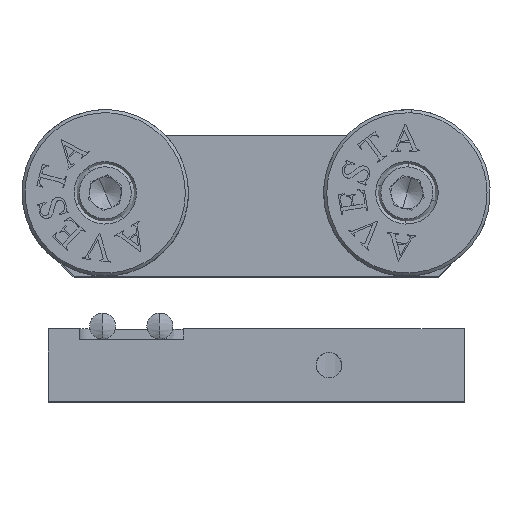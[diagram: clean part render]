
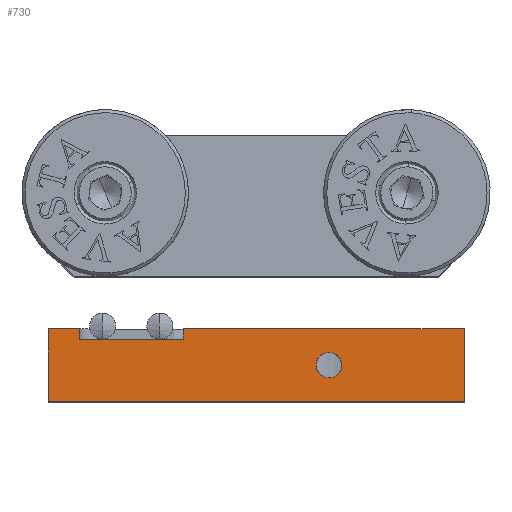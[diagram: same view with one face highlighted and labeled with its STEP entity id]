
A CAD part, top view. The second image highlights one B-rep face of the part: STEP entity #730.
In plain terms, the highlighted planar face has unit normal (0, 0, 1).
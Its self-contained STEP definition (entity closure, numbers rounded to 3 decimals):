
#203=FACE_BOUND('',#2025,.T.);
#730=ADVANCED_FACE('',(#1359,#203),#10538,.T.);
#1359=FACE_OUTER_BOUND('',#2024,.T.);
#2024=EDGE_LOOP('',(#4849,#4850,#4851,#4852,#4853,#4854,#4855,#4856));
#2025=EDGE_LOOP('',(#4857,#4858));
#4849=ORIENTED_EDGE('',*,*,#6981,.F.);
#4850=ORIENTED_EDGE('',*,*,#6979,.F.);
#4851=ORIENTED_EDGE('',*,*,#6993,.F.);
#4852=ORIENTED_EDGE('',*,*,#7001,.T.);
#4853=ORIENTED_EDGE('',*,*,#7002,.T.);
#4854=ORIENTED_EDGE('',*,*,#7003,.T.);
#4855=ORIENTED_EDGE('',*,*,#7004,.T.);
#4856=ORIENTED_EDGE('',*,*,#7005,.T.);
#4857=ORIENTED_EDGE('',*,*,#7007,.T.);
#4858=ORIENTED_EDGE('',*,*,#7006,.F.);
#6979=EDGE_CURVE('',#10020,#10021,#8361,.T.);
#6981=EDGE_CURVE('',#10021,#10024,#8363,.T.);
#6993=EDGE_CURVE('',#10030,#10020,#8368,.T.);
#7001=EDGE_CURVE('',#10030,#10038,#8370,.T.);
#7002=EDGE_CURVE('',#10038,#10039,#8371,.T.);
#7003=EDGE_CURVE('',#10039,#10040,#8372,.T.);
#7004=EDGE_CURVE('',#10040,#10041,#8373,.T.);
#7005=EDGE_CURVE('',#10041,#10024,#8374,.T.);
#7006=EDGE_CURVE('',#10002,#10003,#8912,.T.);
#7007=EDGE_CURVE('',#10002,#10003,#8913,.T.);
#8361=B_SPLINE_CURVE_WITH_KNOTS('',1,(#19766,#19767),.UNSPECIFIED.,.F.,
 .F.,(2,2),(-10.,0.),.UNSPECIFIED.);
#8363=B_SPLINE_CURVE_WITH_KNOTS('',1,(#19770,#19771),.UNSPECIFIED.,.F.,
 .F.,(2,2),(-1.,0.),.UNSPECIFIED.);
#8368=B_SPLINE_CURVE_WITH_KNOTS('',1,(#19798,#19799),.UNSPECIFIED.,.F.,
 .F.,(2,2),(-1.,0.),.UNSPECIFIED.);
#8370=B_SPLINE_CURVE_WITH_KNOTS('',1,(#19816,#19817),.UNSPECIFIED.,.F.,
 .F.,(2,2),(-3.,0.),.UNSPECIFIED.);
#8371=B_SPLINE_CURVE_WITH_KNOTS('',1,(#19818,#19819),.UNSPECIFIED.,.F.,
 .F.,(2,2),(0.,7.),.UNSPECIFIED.);
#8372=B_SPLINE_CURVE_WITH_KNOTS('',1,(#19820,#19821),.UNSPECIFIED.,.F.,
 .F.,(2,2),(-40.,0.),.UNSPECIFIED.);
#8373=B_SPLINE_CURVE_WITH_KNOTS('',1,(#19822,#19823),.UNSPECIFIED.,.F.,
 .F.,(2,2),(-7.,0.),.UNSPECIFIED.);
#8374=B_SPLINE_CURVE_WITH_KNOTS('',1,(#19824,#19825),.UNSPECIFIED.,.F.,
 .F.,(2,2),(-27.,0.),.UNSPECIFIED.);
#8912=(
BOUNDED_CURVE()
B_SPLINE_CURVE(2,(#19826,#19827,#19828,#19829,#19830),.UNSPECIFIED.,.F.,
 .F.)
B_SPLINE_CURVE_WITH_KNOTS((3,2,3),(-3.863,-1.931,
0.),.UNSPECIFIED.)
CURVE()
GEOMETRIC_REPRESENTATION_ITEM()
RATIONAL_B_SPLINE_CURVE((1.,0.707,1.,0.707,1.))
REPRESENTATION_ITEM('')
);
#8913=(
BOUNDED_CURVE()
B_SPLINE_CURVE(2,(#19831,#19832,#19833,#19834,#19835),.UNSPECIFIED.,.F.,
 .F.)
B_SPLINE_CURVE_WITH_KNOTS((3,2,3),(0.,1.931,3.863),
 .UNSPECIFIED.)
CURVE()
GEOMETRIC_REPRESENTATION_ITEM()
RATIONAL_B_SPLINE_CURVE((1.,0.707,1.,0.707,1.))
REPRESENTATION_ITEM('')
);
#10002=VERTEX_POINT('',#19558);
#10003=VERTEX_POINT('',#19559);
#10020=VERTEX_POINT('',#19576);
#10021=VERTEX_POINT('',#19577);
#10024=VERTEX_POINT('',#19580);
#10030=VERTEX_POINT('',#19586);
#10038=VERTEX_POINT('',#19594);
#10039=VERTEX_POINT('',#19595);
#10040=VERTEX_POINT('',#19596);
#10041=VERTEX_POINT('',#19597);
#10538=PLANE('',#11065);
#11065=AXIS2_PLACEMENT_3D('',#19175,#11380,$);
#11380=DIRECTION('',(0.,0.,1.));
#19175=CARTESIAN_POINT('',(-23.925,-6.711,43.36));
#19558=CARTESIAN_POINT('',(8.424,-11.031,43.36));
#19559=CARTESIAN_POINT('',(5.965,-11.031,43.36));
#19576=CARTESIAN_POINT('',(-16.805,-8.531,43.36));
#19577=CARTESIAN_POINT('',(-6.805,-8.531,43.36));
#19580=CARTESIAN_POINT('',(-6.805,-7.531,43.36));
#19586=CARTESIAN_POINT('',(-16.805,-7.531,43.36));
#19594=CARTESIAN_POINT('',(-19.805,-7.531,43.36));
#19595=CARTESIAN_POINT('',(-19.805,-14.531,43.36));
#19596=CARTESIAN_POINT('',(20.195,-14.531,43.36));
#19597=CARTESIAN_POINT('',(20.195,-7.531,43.36));
#19766=CARTESIAN_POINT('',(-16.805,-8.531,43.36));
#19767=CARTESIAN_POINT('',(-6.805,-8.531,43.36));
#19770=CARTESIAN_POINT('',(-6.805,-8.531,43.36));
#19771=CARTESIAN_POINT('',(-6.805,-7.531,43.36));
#19798=CARTESIAN_POINT('',(-16.805,-7.531,43.36));
#19799=CARTESIAN_POINT('',(-16.805,-8.531,43.36));
#19816=CARTESIAN_POINT('',(-16.805,-7.531,43.36));
#19817=CARTESIAN_POINT('',(-19.805,-7.531,43.36));
#19818=CARTESIAN_POINT('',(-19.805,-7.531,43.36));
#19819=CARTESIAN_POINT('',(-19.805,-14.531,43.36));
#19820=CARTESIAN_POINT('',(-19.805,-14.531,43.36));
#19821=CARTESIAN_POINT('',(20.195,-14.531,43.36));
#19822=CARTESIAN_POINT('',(20.195,-14.531,43.36));
#19823=CARTESIAN_POINT('',(20.195,-7.531,43.36));
#19824=CARTESIAN_POINT('',(20.195,-7.531,43.36));
#19825=CARTESIAN_POINT('',(-6.805,-7.531,43.36));
#19826=CARTESIAN_POINT('',(8.424,-11.031,43.36));
#19827=CARTESIAN_POINT('',(8.424,-9.801,43.36));
#19828=CARTESIAN_POINT('',(7.195,-9.801,43.36));
#19829=CARTESIAN_POINT('',(5.965,-9.801,43.36));
#19830=CARTESIAN_POINT('',(5.965,-11.031,43.36));
#19831=CARTESIAN_POINT('',(8.424,-11.031,43.36));
#19832=CARTESIAN_POINT('',(8.424,-12.26,43.36));
#19833=CARTESIAN_POINT('',(7.195,-12.26,43.36));
#19834=CARTESIAN_POINT('',(5.965,-12.26,43.36));
#19835=CARTESIAN_POINT('',(5.965,-11.031,43.36));
